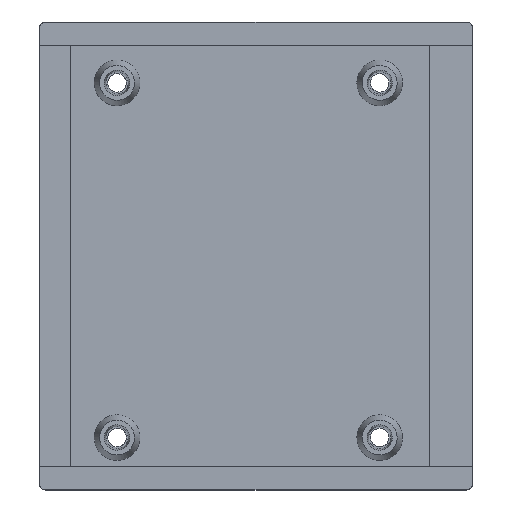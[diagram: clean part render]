
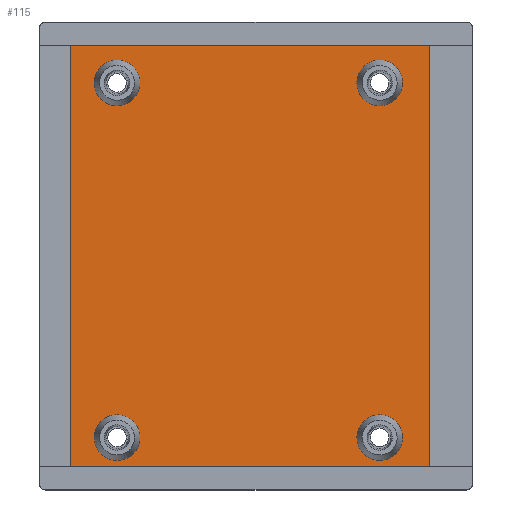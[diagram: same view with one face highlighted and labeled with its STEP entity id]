
A CAD part, top view. The second image highlights one B-rep face of the part: STEP entity #115.
In plain terms, the highlighted planar face has unit normal (0, 0, 1).
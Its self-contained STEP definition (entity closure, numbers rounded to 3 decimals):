
#27=FACE_BOUND('',#342,.T.);
#28=FACE_BOUND('',#343,.T.);
#29=FACE_BOUND('',#344,.T.);
#30=FACE_BOUND('',#345,.T.);
#115=ADVANCED_FACE('',(#222,#27,#28,#29,#30),#1576,.T.);
#222=FACE_OUTER_BOUND('',#341,.T.);
#341=EDGE_LOOP('',(#697,#698,#699,#700));
#342=EDGE_LOOP('',(#701));
#343=EDGE_LOOP('',(#702));
#344=EDGE_LOOP('',(#703));
#345=EDGE_LOOP('',(#704));
#697=ORIENTED_EDGE('',*,*,#1031,.T.);
#698=ORIENTED_EDGE('',*,*,#1033,.T.);
#699=ORIENTED_EDGE('',*,*,#1022,.T.);
#700=ORIENTED_EDGE('',*,*,#1024,.T.);
#701=ORIENTED_EDGE('',*,*,#977,.F.);
#702=ORIENTED_EDGE('',*,*,#974,.F.);
#703=ORIENTED_EDGE('',*,*,#971,.F.);
#704=ORIENTED_EDGE('',*,*,#968,.F.);
#968=EDGE_CURVE('',#1407,#1407,#1100,.T.);
#971=EDGE_CURVE('',#1409,#1409,#1103,.T.);
#974=EDGE_CURVE('',#1411,#1411,#1106,.T.);
#977=EDGE_CURVE('',#1413,#1413,#1109,.T.);
#1022=EDGE_CURVE('',#1439,#1443,#1280,.T.);
#1024=EDGE_CURVE('',#1443,#1448,#1282,.T.);
#1031=EDGE_CURVE('',#1448,#1446,#1289,.T.);
#1033=EDGE_CURVE('',#1446,#1439,#1291,.T.);
#1100=(
BOUNDED_CURVE()
B_SPLINE_CURVE(2,(#3070,#3071,#3072,#3073,#3074,#3075,#3076,#3077,#3078),
 .UNSPECIFIED.,.T.,.F.)
B_SPLINE_CURVE_WITH_KNOTS((3,2,2,2,3),(0.,4.711,9.423,
14.134,18.846),.UNSPECIFIED.)
CURVE()
GEOMETRIC_REPRESENTATION_ITEM()
RATIONAL_B_SPLINE_CURVE((1.,0.707,1.,0.707,1.,0.707,
1.,0.707,1.))
REPRESENTATION_ITEM('')
);
#1103=(
BOUNDED_CURVE()
B_SPLINE_CURVE(2,(#3090,#3091,#3092,#3093,#3094,#3095,#3096,#3097,#3098),
 .UNSPECIFIED.,.T.,.F.)
B_SPLINE_CURVE_WITH_KNOTS((3,2,2,2,3),(0.,4.711,9.423,
14.134,18.846),.UNSPECIFIED.)
CURVE()
GEOMETRIC_REPRESENTATION_ITEM()
RATIONAL_B_SPLINE_CURVE((1.,0.707,1.,0.707,1.,0.707,
1.,0.707,1.))
REPRESENTATION_ITEM('')
);
#1106=(
BOUNDED_CURVE()
B_SPLINE_CURVE(2,(#3110,#3111,#3112,#3113,#3114,#3115,#3116,#3117,#3118),
 .UNSPECIFIED.,.T.,.F.)
B_SPLINE_CURVE_WITH_KNOTS((3,2,2,2,3),(0.,4.711,9.423,
14.134,18.846),.UNSPECIFIED.)
CURVE()
GEOMETRIC_REPRESENTATION_ITEM()
RATIONAL_B_SPLINE_CURVE((1.,0.707,1.,0.707,1.,0.707,
1.,0.707,1.))
REPRESENTATION_ITEM('')
);
#1109=(
BOUNDED_CURVE()
B_SPLINE_CURVE(2,(#3130,#3131,#3132,#3133,#3134,#3135,#3136,#3137,#3138),
 .UNSPECIFIED.,.T.,.F.)
B_SPLINE_CURVE_WITH_KNOTS((3,2,2,2,3),(0.,4.711,9.423,
14.134,18.846),.UNSPECIFIED.)
CURVE()
GEOMETRIC_REPRESENTATION_ITEM()
RATIONAL_B_SPLINE_CURVE((1.,0.707,1.,0.707,1.,0.707,
1.,0.707,1.))
REPRESENTATION_ITEM('')
);
#1280=B_SPLINE_CURVE_WITH_KNOTS('',1,(#3346,#3347),.UNSPECIFIED.,.F.,.F.,
(2,2),(-77.772,-5.304),.UNSPECIFIED.);
#1282=B_SPLINE_CURVE_WITH_KNOTS('',1,(#3350,#3351),.UNSPECIFIED.,.F.,.F.,
(2,2),(-147.49,-85.735),.UNSPECIFIED.);
#1289=B_SPLINE_CURVE_WITH_KNOTS('',1,(#3364,#3365),.UNSPECIFIED.,.F.,.F.,
(2,2),(-159.612,-87.144),.UNSPECIFIED.);
#1291=B_SPLINE_CURVE_WITH_KNOTS('',1,(#3368,#3369),.UNSPECIFIED.,.F.,.F.,
(2,2),(-71.059,-9.304),.UNSPECIFIED.);
#1407=VERTEX_POINT('',#2465);
#1409=VERTEX_POINT('',#2467);
#1411=VERTEX_POINT('',#2469);
#1413=VERTEX_POINT('',#2471);
#1439=VERTEX_POINT('',#2497);
#1443=VERTEX_POINT('',#2501);
#1446=VERTEX_POINT('',#2504);
#1448=VERTEX_POINT('',#2506);
#1576=PLANE('',#1665);
#1665=AXIS2_PLACEMENT_3D('',#2305,#1749,$);
#1749=DIRECTION('',(0.,0.,1.));
#2305=CARTESIAN_POINT('',(74.397,-4.5,-3.43));
#2465=CARTESIAN_POINT('',(13.996,8.365,-3.43));
#2467=CARTESIAN_POINT('',(13.996,69.365,-3.43));
#2469=CARTESIAN_POINT('',(59.157,8.365,-3.43));
#2471=CARTESIAN_POINT('',(59.157,69.365,-3.43));
#2497=CARTESIAN_POINT('',(5.304,71.968,-3.43));
#2501=CARTESIAN_POINT('',(5.304,-0.5,-3.43));
#2504=CARTESIAN_POINT('',(67.058,71.968,-3.43));
#2506=CARTESIAN_POINT('',(67.058,-0.5,-3.43));
#3070=CARTESIAN_POINT('',(13.996,8.365,-3.43));
#3071=CARTESIAN_POINT('',(10.138,9.051,-3.43));
#3072=CARTESIAN_POINT('',(9.452,5.193,-3.43));
#3073=CARTESIAN_POINT('',(8.765,1.335,-3.43));
#3074=CARTESIAN_POINT('',(12.624,0.649,-3.43));
#3075=CARTESIAN_POINT('',(16.482,-0.037,-3.43));
#3076=CARTESIAN_POINT('',(17.168,3.821,-3.43));
#3077=CARTESIAN_POINT('',(17.854,7.679,-3.43));
#3078=CARTESIAN_POINT('',(13.996,8.365,-3.43));
#3090=CARTESIAN_POINT('',(13.996,69.365,-3.43));
#3091=CARTESIAN_POINT('',(10.138,70.051,-3.43));
#3092=CARTESIAN_POINT('',(9.452,66.193,-3.43));
#3093=CARTESIAN_POINT('',(8.765,62.335,-3.43));
#3094=CARTESIAN_POINT('',(12.624,61.649,-3.43));
#3095=CARTESIAN_POINT('',(16.482,60.963,-3.43));
#3096=CARTESIAN_POINT('',(17.168,64.821,-3.43));
#3097=CARTESIAN_POINT('',(17.854,68.679,-3.43));
#3098=CARTESIAN_POINT('',(13.996,69.365,-3.43));
#3110=CARTESIAN_POINT('',(59.157,8.365,-3.43));
#3111=CARTESIAN_POINT('',(55.299,9.051,-3.43));
#3112=CARTESIAN_POINT('',(54.613,5.193,-3.43));
#3113=CARTESIAN_POINT('',(53.927,1.335,-3.43));
#3114=CARTESIAN_POINT('',(57.785,0.649,-3.43));
#3115=CARTESIAN_POINT('',(61.643,-0.037,-3.43));
#3116=CARTESIAN_POINT('',(62.329,3.821,-3.43));
#3117=CARTESIAN_POINT('',(63.015,7.679,-3.43));
#3118=CARTESIAN_POINT('',(59.157,8.365,-3.43));
#3130=CARTESIAN_POINT('',(59.157,69.365,-3.43));
#3131=CARTESIAN_POINT('',(55.299,70.051,-3.43));
#3132=CARTESIAN_POINT('',(54.613,66.193,-3.43));
#3133=CARTESIAN_POINT('',(53.927,62.335,-3.43));
#3134=CARTESIAN_POINT('',(57.785,61.649,-3.43));
#3135=CARTESIAN_POINT('',(61.643,60.963,-3.43));
#3136=CARTESIAN_POINT('',(62.329,64.821,-3.43));
#3137=CARTESIAN_POINT('',(63.015,68.679,-3.43));
#3138=CARTESIAN_POINT('',(59.157,69.365,-3.43));
#3346=CARTESIAN_POINT('',(5.304,71.968,-3.43));
#3347=CARTESIAN_POINT('',(5.304,-0.5,-3.43));
#3350=CARTESIAN_POINT('',(5.304,-0.5,-3.43));
#3351=CARTESIAN_POINT('',(67.058,-0.5,-3.43));
#3364=CARTESIAN_POINT('',(67.058,-0.5,-3.43));
#3365=CARTESIAN_POINT('',(67.058,71.968,-3.43));
#3368=CARTESIAN_POINT('',(67.058,71.968,-3.43));
#3369=CARTESIAN_POINT('',(5.304,71.968,-3.43));
